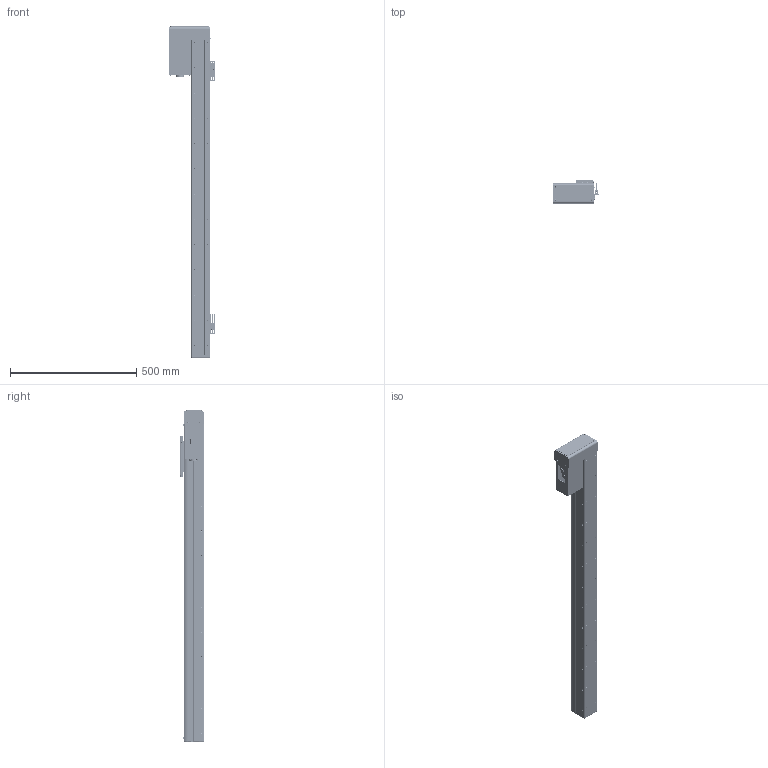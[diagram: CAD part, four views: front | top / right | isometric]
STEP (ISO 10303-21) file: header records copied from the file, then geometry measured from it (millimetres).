
FILE_DESCRIPTION (( 'STEP AP203' ), '1' );
FILE_NAME ('HC075-XXX-PL-1000-XX-SR-OF.STEP', '2020-08-04T02:07:24', ( '彌營遵' ), ( '' ), 'SwSTEP 2.0', 'SolidWorks 2013', '' );
FILE_SCHEMA (( 'CONFIG_CONTROL_DESIGN' ));
Length unit declared in the file: millimetre
Products named in the file (49): LM GUIDE-ST1000; EE-SX-674_ル遽; HRballnut-ST1000_渠蘆 犒餌晦獄; 唯衛璽-ST1000; socket countersunk head screw_am_B18.3.5M - 3 x 0.5 x 6 Socket FCHS  -- 6C; CARRIER COVER-ST1000; BEARING HOUSING(堅薑)-ST1000; socket head cap screw_ks_KS 1003 - M3 x 5 x 5-N; SHARFT-ST1000_渠蘆 犒餌晦獄; HR Series TENTION PLATE(奢辨)-ST1000; HC075 CARRIER-ST1000; HRballnut-ST1000; BEARING HOUSING(雖雖)-ST1000; spring lock washer_ks_KS 1324 - M3; STEEL BELT TESION PLATE-ST1000_渠蘆 犒餌晦獄; HR Series motor case(奢辨)-ST1000; hg-kr23_-ST1000; SHARFT-ST1000; END COVER-ST1000; HC SENSOR_1; STEEL BELT TESION BRK-ST1000_渠蘆 犒餌晦獄; HR Series motor case cover(奢辨)-ST1000; 醴喀攪-ST1000; HC SENSOR_2; STEEL BELT TESION PLATE-ST1000; SIDE COVER2-ST1000; HC075 SENSOR DOG-ST1000_渠蘆 犒餌晦獄; SIDE COVER2-ST1000_渠蘆 犒餌晦獄; HRballscrew-ST1000; STEEL BELT-ST1000; STEEL BELT TESION BRK-ST1000; STEEL BELT FIX-ST1000; HC075 CARRIER-ST1000_渠蘆 犒餌晦獄; CARRIER-ST1000_渠蘆 犒餌晦獄; HRbearing cap-ST1000; HC075-XXX-PL-1000-XX-SR-OF; socket head cap screw_ks_KS 1003 - M4 x 10 x 10-N; SUPPORT BLOCK-ST1000; pan cross head_ks_KS 1023 PC- M3 x 5-N; 15WN-ST1000_渠蘆 犒餌賥飶 ...
Assembly tree (162 placements, depth 3):
  HC075-XXX-PL-1000-XX-SR-OF
    BASE-ST1000
    LM GUIDE-ST1000
    BEARING HOUSING(堅薑)-ST1000
    BEARING HOUSING(雖雖)-ST1000
    END COVER-ST1000
    SIDE COVER2-ST1000
    STEEL BELT FIX-ST1000  x2
    SUPPORT BLOCK-ST1000  x2
    HC075 CARRIER-ST1000
      CARRIER-ST1000
      15WN-ST1000_賥飶  x2
      CARRIER COVER-ST1000
      HRballnut-ST1000
      SHARFT-ST1000  x8
      STEEL BELT TESION PLATE-ST1000  x2
      STEEL BELT TESION BRK-ST1000  x2
      socket head cap screw_ks_KS 1003 - M4 x 10 x 10-N  x8
      socket head cap screw_ks_KS 1003 - M5 x 10 x 10-N  x4
      hexagon socket button head screw_jis_JIS B 1174 M3 x 6 (6) --N  x4
      socket countersunk head screw_am_B18.3.5M - 3 x 0.5 x 6 Socket FCHS  -- 6C  x12
    hg-kr23_-ST1000
    醴喀攪-ST1000
    HRballscrew-ST1000
    HRbearing cap-ST1000
    FRONT PLATE-ST1000
    FRONT PLATE COVER-ST1000
    唯衛璽-ST1000
    HR Series TENTION PLATE(奢辨)-ST1000
    HR Series motor case(奢辨)-ST1000
    HR Series motor case cover(奢辨)-ST1000
    SIDE COVER2-ST1000_渠蘆 犒餌晦獄
    HC075 CARRIER-ST1000_渠蘆 犒餌晦獄
      CARRIER-ST1000_渠蘆 犒餌晦獄
      15WN-ST1000_渠蘆 犒餌賥飶  x2
      CARRIER COVER-ST1000_渠蘆 犒餌晦獄
      HRballnut-ST1000_渠蘆 犒餌晦獄
      SHARFT-ST1000_渠蘆 犒餌晦獄  x8
      STEEL BELT TESION PLATE-ST1000_渠蘆 犒餌晦獄  x2
      STEEL BELT TESION BRK-ST1000_渠蘆 犒餌晦獄  x2
      socket head cap screw_ks_KS 1003 - M4 x 10 x 10-N  x8
      socket head cap screw_ks_KS 1003 - M5 x 10 x 10-N  x4
      hexagon socket button head screw_jis_JIS B 1174 M3 x 6 (6) --N  x6
      socket countersunk head screw_am_B18.3.5M - 3 x 0.5 x 6 Socket FCHS  -- 6C  x12
      HC075 SENSOR DOG-ST1000_渠蘆 犒餌晦獄
    pan cross head_ks_KS 1023 PC- M3 x 5-N  x16
    socket head cap screw_ks_KS 1003 - M4 x 10 x 10-N  x2
    socket head cap screw_ks_KS 1003 - M5 x 10 x 10-N  x2
    HC SENSOR_1
      MA Sensor Brk_ル遽
      EE-SX-674_ル遽  x2
      socket head cap screw_ks_KS 1003 - M3 x 5 x 5-N  x7
      spring lock washer_ks_KS 1324 - M3  x3
    HC SENSOR_2
      MA Sensor Brk_ル遽
      EE-SX-674_ル遽
      socket head cap screw_ks_KS 1003 - M3 x 5 x 5-N  x5
      spring lock washer_ks_KS 1324 - M3  x3
    STEEL BELT-ST1000
Bounding box: 184.65 x 94.5 x 1314.95 mm (x, y, z)
Volume: 3900648.3 mm3; surface area: 1676979.9 mm2
Topology: 158 solids, 158 shells, 7770 faces, 19423 edges, 11973 vertices
Faces by surface type: plane 3474, cylinder 2083, cone 1093, bspline 690, torus 376, sphere 54
Entity records: 182946 total; most frequent: CARTESIAN_POINT 78141, ORIENTED_EDGE 20002, DIRECTION 19717, EDGE_CURVE 10001, AXIS2_PLACEMENT_3D 6962, VERTEX_POINT 6499, VECTOR 5793, LINE 5793
